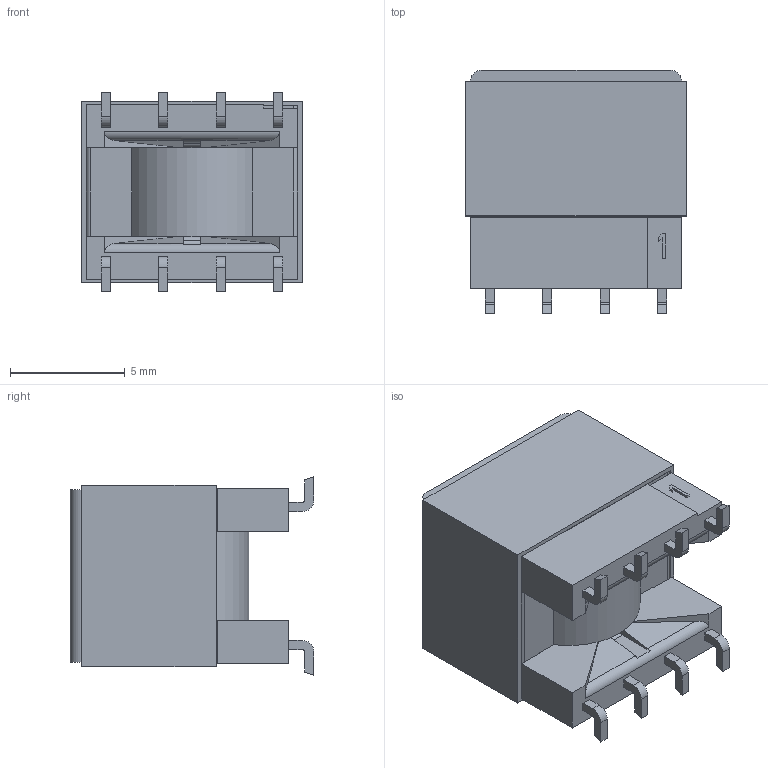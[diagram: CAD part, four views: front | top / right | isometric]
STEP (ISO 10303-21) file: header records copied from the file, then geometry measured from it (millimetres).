
FILE_DESCRIPTION(('OneSpaceDesigner STEP Export'),'2;1');
FILE_NAME('EP7_L_8pin.stp','2023-09-11T17:17:49',(''),(''),'OneSpace Designer STEP processor for AP214 (Solid Model)','OneSpace Designer 13.01 05-Feb-2005 (C) CoCreate Software GmbH','');
FILE_SCHEMA(('AUTOMOTIVE_DESIGN { 1 0 10303 214 1 1 1 1 }'));
Length unit declared in the file: millimetre
Products named in the file (2): EP7_L_8pin; tape
Bounding box: 9.6 x 10.6 x 8.65 mm (x, y, z)
Volume: 40 mm3; surface area: 974.1 mm2
Topology: 1 solids, 2 shells, 150 faces, 409 edges, 270 vertices
Faces by surface type: plane 116, cylinder 30, torus 4
Entity records: 4813 total; most frequent: CARTESIAN_POINT 970, ORIENTED_EDGE 802, DIRECTION 749, EDGE_CURVE 409, VECTOR 315, LINE 315, VERTEX_POINT 270, AXIS2_PLACEMENT_3D 217
